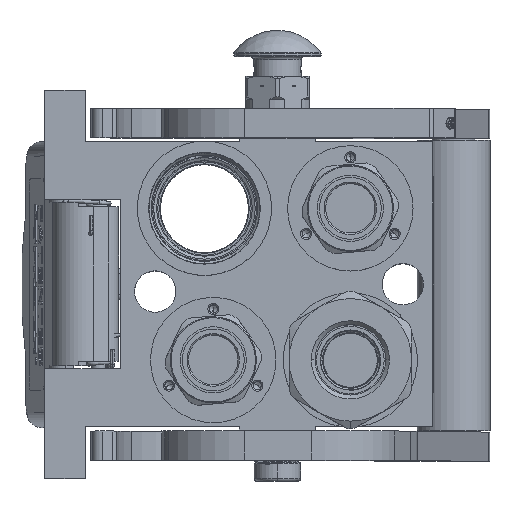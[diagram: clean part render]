
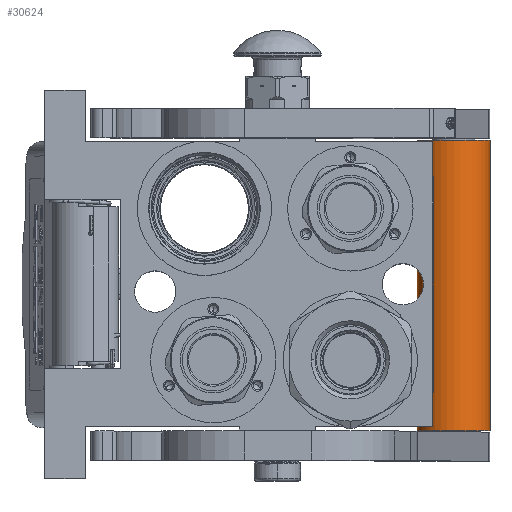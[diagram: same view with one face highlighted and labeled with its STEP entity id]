
A CAD part, top view. The second image highlights one B-rep face of the part: STEP entity #30624.
In plain terms, the highlighted cylindrical face has radius 12.5 mm (diameter 25 mm), a partial arc.
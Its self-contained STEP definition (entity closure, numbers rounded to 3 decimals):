
#1187 = CARTESIAN_POINT ( 'NONE',  ( -94.25, -12.5, 0. ) ) ;
#7307 = DIRECTION ( 'NONE',  ( 0., -1., 0. ) ) ;
#9150 = ORIENTED_EDGE ( 'NONE', *, *, #101784, .F. ) ;
#10817 = DIRECTION ( 'NONE',  ( -1., 0., 0. ) ) ;
#12045 = ORIENTED_EDGE ( 'NONE', *, *, #50812, .T. ) ;
#21079 = CYLINDRICAL_SURFACE ( 'NONE', #117512, 12.5 ) ;
#30624 = ADVANCED_FACE ( 'NONE', ( #101636 ), #21079, .T. ) ;
#44157 = EDGE_LOOP ( 'NONE', ( #75025, #12045, #108772, #9150 ) ) ;
#44185 = AXIS2_PLACEMENT_3D ( 'NONE', #65292, #86361, #63914 ) ;
#47721 = VERTEX_POINT ( 'NONE', #102084 ) ;
#48523 = CARTESIAN_POINT ( 'NONE',  ( -94.25, 0., 0. ) ) ;
#50812 = EDGE_CURVE ( 'NONE', #137485, #108712, #78534, .T. ) ;
#61226 = CARTESIAN_POINT ( 'NONE',  ( 5.25, 12.5, 0. ) ) ;
#61399 = EDGE_CURVE ( 'NONE', #127315, #108712, #90786, .T. ) ;
#63914 = DIRECTION ( 'NONE',  ( 0., 1., 0. ) ) ;
#65292 = CARTESIAN_POINT ( 'NONE',  ( 5.25, 0., 0. ) ) ;
#68626 = AXIS2_PLACEMENT_3D ( 'NONE', #48523, #133079, #80795 ) ;
#72655 = DIRECTION ( 'NONE',  ( -1., 0., 0. ) ) ;
#75025 = ORIENTED_EDGE ( 'NONE', *, *, #90343, .T. ) ;
#78534 = LINE ( 'NONE', #117556, #93532 ) ;
#80795 = DIRECTION ( 'NONE',  ( 0., 1., 0. ) ) ;
#82053 = CARTESIAN_POINT ( 'NONE',  ( 0., 0., 0. ) ) ;
#86361 = DIRECTION ( 'NONE',  ( -1., 0., 0. ) ) ;
#86796 = DIRECTION ( 'NONE',  ( -1., 0., 0. ) ) ;
#89885 = CARTESIAN_POINT ( 'NONE',  ( 5.25, -12.5, 0. ) ) ;
#90343 = EDGE_CURVE ( 'NONE', #47721, #137485, #121664, .T. ) ;
#90786 = CIRCLE ( 'NONE', #68626, 12.5 ) ;
#90947 = VECTOR ( 'NONE', #10817, 1000. ) ;
#93532 = VECTOR ( 'NONE', #86796, 1000. ) ;
#98586 = CARTESIAN_POINT ( 'NONE',  ( -94.25, 12.5, 0. ) ) ;
#99253 = LINE ( 'NONE', #61226, #90947 ) ;
#101636 = FACE_OUTER_BOUND ( 'NONE', #44157, .T. ) ;
#101784 = EDGE_CURVE ( 'NONE', #47721, #127315, #99253, .T. ) ;
#102084 = CARTESIAN_POINT ( 'NONE',  ( 5.25, 12.5, 0. ) ) ;
#108712 = VERTEX_POINT ( 'NONE', #1187 ) ;
#108772 = ORIENTED_EDGE ( 'NONE', *, *, #61399, .F. ) ;
#117512 = AXIS2_PLACEMENT_3D ( 'NONE', #82053, #72655, #7307 ) ;
#117556 = CARTESIAN_POINT ( 'NONE',  ( 5.25, -12.5, 0. ) ) ;
#121664 = CIRCLE ( 'NONE', #44185, 12.5 ) ;
#127315 = VERTEX_POINT ( 'NONE', #98586 ) ;
#133079 = DIRECTION ( 'NONE',  ( -1., 0., 0. ) ) ;
#137485 = VERTEX_POINT ( 'NONE', #89885 ) ;
